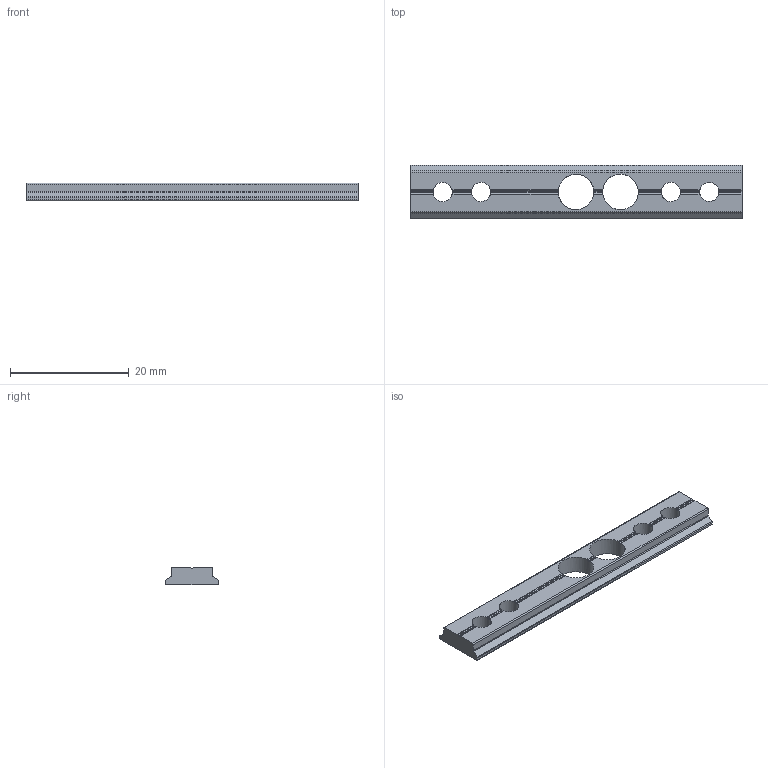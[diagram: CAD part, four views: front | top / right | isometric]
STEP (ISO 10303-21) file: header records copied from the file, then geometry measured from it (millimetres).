
FILE_DESCRIPTION(('CATIA V5 STEP Exchange'),'2;1');
FILE_NAME('AEGT200.stp','2017-07-06T00:27:11+00:00',('none'),('none'),'CATIA Version 5 Release 21 GA (IN-10)','CATIA V5 STEP AP203','none');
FILE_SCHEMA(('CONFIG_CONTROL_DESIGN'));
Length unit declared in the file: millimetre
Products named in the file (1): AEGT200
Bounding box: 56 x 9 x 3 mm (x, y, z)
Volume: 1023.8 mm3; surface area: 1368.1 mm2
Topology: 1 solids, 1 shells, 66 faces, 210 edges, 140 vertices
Faces by surface type: cylinder 41, plane 25
Entity records: 2380 total; most frequent: CARTESIAN_POINT 717, ORIENTED_EDGE 420, DIRECTION 212, EDGE_CURVE 210, VERTEX_POINT 140, VECTOR 92, LINE 92, AXIS2_PLACEMENT_3D 86
